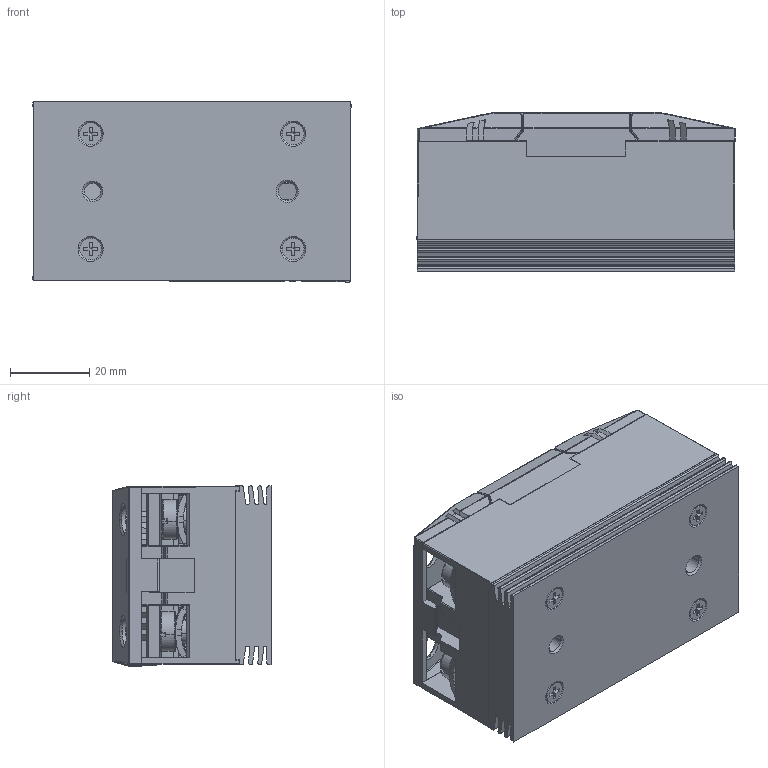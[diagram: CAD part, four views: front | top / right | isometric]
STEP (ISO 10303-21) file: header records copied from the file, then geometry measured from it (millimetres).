
FILE_DESCRIPTION (( 'STEP AP203' ), '1' );
FILE_NAME ('KSR-2040ZD 5040ZD.STEP', '2022-10-17T00:32:46', ( 'Microsoft' ), ( 'Microsoft' ), 'SwSTEP 2.0', 'SolidWorks 2015', '' );
FILE_SCHEMA (( 'CONFIG_CONTROL_DESIGN' ));
Length unit declared in the file: millimetre
Products named in the file (25): 3001001004 KSR 40A絳嫖翐; 3011001081 KSR ST3x14ｳﾁﾍｷｿｪｲﾛﾗﾔｹ･ﾂﾝｶ､; M3.5 俓菜; 3011001075 M3x9十一字槽带弹垫平垫螺钉___; 3001007136 KSR 40A價釱; 3011001238 KSR M3.5x9-8.5x7.5郪磁蹟隊窪伎; 3007010004 KSR 40A BTA41600B褫諷寡___; 3012003011 ST-22 85僅恲僅羲壽; 3011001238 KSR M3.5x9-8.5x7.5郪磁蹟隊; 3002005055 KSR 40A酘怀堤傷赽; 3002016015 KSR 5A盓殤; M6x12蹟隊___; 3002005056 KSR 40A衵怀堤傷赽; 3011002001 M3.5蹟譫; M6俓菜; 3001011138 KSR 40A奻裔; 3011002007 M6綠3.8mm 蹟譫; 3011001105 M6x12-12.5x10.5郪磁蹟隊; 200202052 KSR 40A 盄繚啣郪璃; KSR-2040ZD 5040ZD; 3001011139 KSR 40A芵隴裔; 3002005059 KSC 40-80A萇埭傷赽; 3012009001 KSR HXB2.54-2P呿蹋脣璃; 3003008022 KHS S45 40-80A價掛倰汃菜ん; 3011001089 KSR M3.5x9-8.5x7.5十一字槽带瓦垫螺钉___
Assembly tree (34 placements, depth 3):
  KSR-2040ZD 5040ZD
    3001011138 KSR 40A奻裔
    200202052 KSR 40A 盄繚啣郪璃
    3002005059 KSC 40-80A萇埭傷赽  x2
    3011001238 KSR M3.5x9-8.5x7.5郪磁蹟隊窪伎
      3011001089 KSR M3.5x9-8.5x7.5十一字槽带瓦垫螺钉___
      M3.5 俓菜
    3011001238 KSR M3.5x9-8.5x7.5郪磁蹟隊
      3011001089 KSR M3.5x9-8.5x7.5十一字槽带瓦垫螺钉___
      M3.5 俓菜
    3011001105 M6x12-12.5x10.5郪磁蹟隊  x2
      M6x12蹟隊___
      M6俓菜
    3001011139 KSR 40A芵隴裔  x2
    3012009001 KSR HXB2.54-2P呿蹋脣璃
    3001001004 KSR 40A絳嫖翐
    3011001075 M3x9十一字槽带弹垫平垫螺钉___
    3007010004 KSR 40A BTA41600B褫諷寡___
    3002005055 KSR 40A酘怀堤傷赽
    3002005056 KSR 40A衵怀堤傷赽
    3003008022 KHS S45 40-80A價掛倰汃菜ん
    3011001081 KSR ST3x14ｳﾁﾍｷｿｪｲﾛﾗﾔｹ･ﾂﾝｶ､  x4
    3001007136 KSR 40A價釱
    3012003011 ST-22 85僅恲僅羲壽
    3002016015 KSR 5A盓殤
    3011002001 M3.5蹟譫  x2
    3011002007 M6綠3.8mm 蹟譫  x2
Bounding box: 80.05 x 39.95 x 45.32 mm (x, y, z)
Volume: 63433.5 mm3; surface area: 63020.2 mm2
Topology: 32 solids, 32 shells, 3630 faces, 9631 edges, 6027 vertices
Faces by surface type: plane 1921, cylinder 999, torus 295, bspline 295, cone 76, sphere 44
Entity records: 105939 total; most frequent: CARTESIAN_POINT 39931, ORIENTED_EDGE 13990, DIRECTION 12219, EDGE_CURVE 6995, VECTOR 4453, LINE 4453, VERTEX_POINT 4397, AXIS2_PLACEMENT_3D 3883
